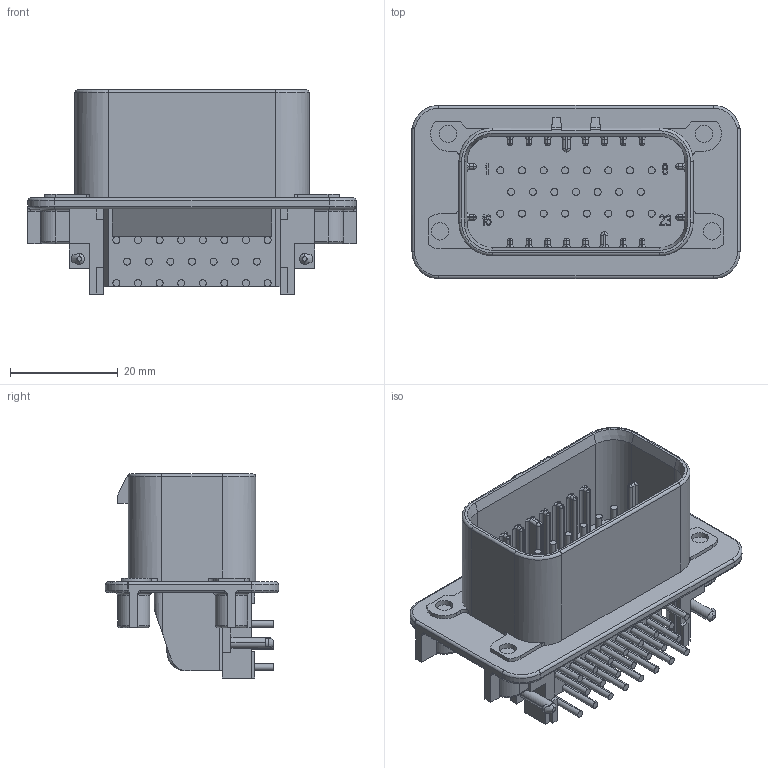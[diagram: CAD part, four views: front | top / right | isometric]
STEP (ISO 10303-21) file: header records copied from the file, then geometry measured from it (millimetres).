
FILE_DESCRIPTION((''),'2;1');
FILE_NAME('C-1-770669-1','2021-12-10T15:53:15',('workeradm'),('TE Connectivity Ltd.'),'CREO PARAMETRIC BY PTC INC, 2021072','CREO PARAMETRIC BY PTC INC, 2021072','');
FILE_SCHEMA(('AUTOMOTIVE_DESIGN { 1 0 10303 214 1 1 1 1 }'));
Length unit declared in the file: millimetre
Products named in the file (1): C-1-770669-1
Bounding box: 60.8 x 32.1 x 37.8 mm (x, y, z)
Volume: 16070.1 mm3; surface area: 13337.3 mm2
Topology: 1 solids, 1 shells, 944 faces, 2434 edges, 1556 vertices
Faces by surface type: plane 483, cylinder 331, torus 78, sphere 36, cone 8, bspline 8
Entity records: 29683 total; most frequent: CARTESIAN_POINT 6327, DIRECTION 4894, ORIENTED_EDGE 4868, EDGE_CURVE 2434, AXIS2_PLACEMENT_3D 1670, VERTEX_POINT 1556, VECTOR 1554, LINE 1554
